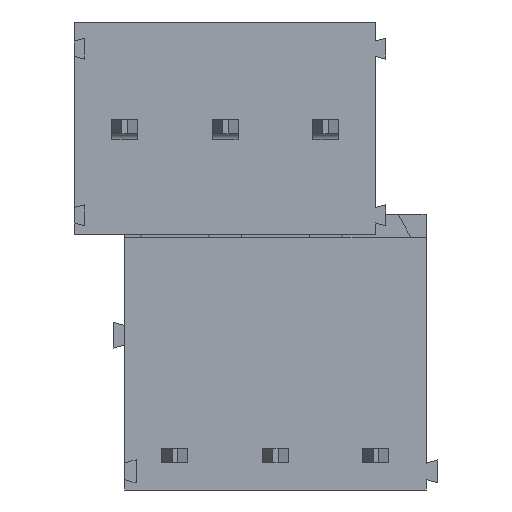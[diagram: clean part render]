
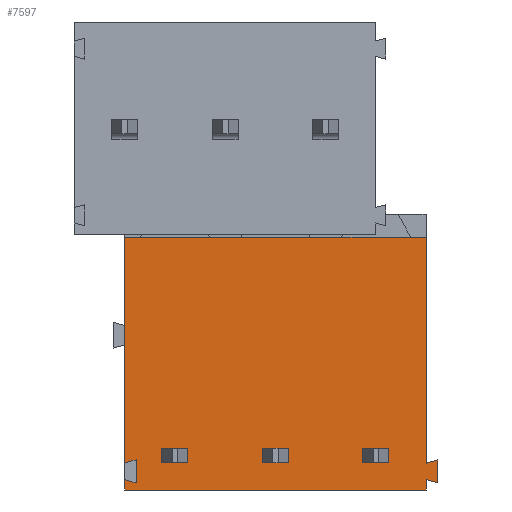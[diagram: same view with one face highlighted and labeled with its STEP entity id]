
A CAD part, front view. The second image highlights one B-rep face of the part: STEP entity #7597.
In plain terms, the highlighted planar face has unit normal (0, -1, 0).
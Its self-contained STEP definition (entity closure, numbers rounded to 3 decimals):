
#1750=DIRECTION('',(1.,0.,0.));
#1751=VECTOR('',#1750,10.5);
#1752=CARTESIAN_POINT('',(0.,0.,-9.6));
#1753=LINE('',#1752,#1751);
#1798=DIRECTION('',(-0.967,0.,-0.254));
#1799=VECTOR('',#1798,0.414);
#1800=CARTESIAN_POINT('',(10.9,0.,-8.555));
#1801=LINE('',#1800,#1799);
#1802=DIRECTION('',(0.967,0.,-0.254));
#1803=VECTOR('',#1802,0.414);
#1804=CARTESIAN_POINT('',(10.5,0.,-9.24));
#1805=LINE('',#1804,#1803);
#1806=DIRECTION('',(0.961,0.,-0.276));
#1807=VECTOR('',#1806,0.416);
#1808=CARTESIAN_POINT('',(0.,0.,-9.24));
#1809=LINE('',#1808,#1807);
#1810=DIRECTION('',(0.,0.,1.));
#1811=VECTOR('',#1810,0.81);
#1812=CARTESIAN_POINT('',(0.4,0.,-9.355));
#1813=LINE('',#1812,#1811);
#1814=DIRECTION('',(-0.961,0.,-0.276));
#1815=VECTOR('',#1814,0.416);
#1816=CARTESIAN_POINT('',(0.4,0.,-8.545));
#1817=LINE('',#1816,#1815);
#1818=DIRECTION('',(1.,0.,0.));
#1819=VECTOR('',#1818,0.9);
#1820=CARTESIAN_POINT('',(8.3,0.,-8.15));
#1821=LINE('',#1820,#1819);
#1822=DIRECTION('',(0.,0.,1.));
#1823=VECTOR('',#1822,0.5);
#1824=CARTESIAN_POINT('',(8.3,0.,-8.65));
#1825=LINE('',#1824,#1823);
#1826=DIRECTION('',(1.,0.,0.));
#1827=VECTOR('',#1826,0.9);
#1828=CARTESIAN_POINT('',(8.3,0.,-8.65));
#1829=LINE('',#1828,#1827);
#1830=DIRECTION('',(0.,0.,1.));
#1831=VECTOR('',#1830,0.5);
#1832=CARTESIAN_POINT('',(9.2,0.,-8.65));
#1833=LINE('',#1832,#1831);
#1834=DIRECTION('',(0.,0.,1.));
#1835=VECTOR('',#1834,0.5);
#1836=CARTESIAN_POINT('',(2.2,0.,-8.65));
#1837=LINE('',#1836,#1835);
#1838=DIRECTION('',(0.,0.,1.));
#1839=VECTOR('',#1838,0.5);
#1840=CARTESIAN_POINT('',(1.3,0.,-8.65));
#1841=LINE('',#1840,#1839);
#1842=DIRECTION('',(0.,0.,1.));
#1843=VECTOR('',#1842,0.5);
#1844=CARTESIAN_POINT('',(5.7,0.,-8.65));
#1845=LINE('',#1844,#1843);
#1846=DIRECTION('',(0.,0.,1.));
#1847=VECTOR('',#1846,0.5);
#1848=CARTESIAN_POINT('',(4.8,0.,-8.65));
#1849=LINE('',#1848,#1847);
#1862=DIRECTION('',(-1.,0.,0.));
#1863=VECTOR('',#1862,10.5);
#1864=CARTESIAN_POINT('',(10.5,0.,-0.8));
#1865=LINE('',#1864,#1863);
#2095=DIRECTION('',(0.,0.,-1.));
#2096=VECTOR('',#2095,0.36);
#2097=CARTESIAN_POINT('',(10.5,0.,-9.24));
#2098=LINE('',#2097,#2096);
#2111=DIRECTION('',(0.,0.,-1.));
#2112=VECTOR('',#2111,7.86);
#2113=CARTESIAN_POINT('',(10.5,0.,-0.8));
#2114=LINE('',#2113,#2112);
#2213=DIRECTION('',(0.,0.,-1.));
#2214=VECTOR('',#2213,0.79);
#2215=CARTESIAN_POINT('',(10.9,0.,-8.555));
#2216=LINE('',#2215,#2214);
#2603=DIRECTION('',(0.,0.,-1.));
#2604=VECTOR('',#2603,7.86);
#2605=CARTESIAN_POINT('',(0.,0.,-0.8));
#2606=LINE('',#2605,#2604);
#2619=DIRECTION('',(0.,0.,-1.));
#2620=VECTOR('',#2619,0.36);
#2621=CARTESIAN_POINT('',(0.,0.,-9.24));
#2622=LINE('',#2621,#2620);
#3050=DIRECTION('',(-1.,0.,0.));
#3051=VECTOR('',#3050,0.9);
#3052=CARTESIAN_POINT('',(2.2,0.,-8.65));
#3053=LINE('',#3052,#3051);
#3074=DIRECTION('',(1.,0.,0.));
#3075=VECTOR('',#3074,0.9);
#3076=CARTESIAN_POINT('',(1.3,0.,-8.15));
#3077=LINE('',#3076,#3075);
#3114=DIRECTION('',(-1.,0.,0.));
#3115=VECTOR('',#3114,0.9);
#3116=CARTESIAN_POINT('',(5.7,0.,-8.65));
#3117=LINE('',#3116,#3115);
#3138=DIRECTION('',(1.,0.,0.));
#3139=VECTOR('',#3138,0.9);
#3140=CARTESIAN_POINT('',(4.8,0.,-8.15));
#3141=LINE('',#3140,#3139);
#4290=CARTESIAN_POINT('',(0.,0.,-0.8));
#4291=VERTEX_POINT('',#4290);
#4314=CARTESIAN_POINT('',(0.,0.,-9.6));
#4315=VERTEX_POINT('',#4314);
#4360=CARTESIAN_POINT('',(1.3,0.,-8.65));
#4361=CARTESIAN_POINT('',(1.3,0.,-8.15));
#4362=VERTEX_POINT('',#4360);
#4363=VERTEX_POINT('',#4361);
#4372=CARTESIAN_POINT('',(0.,0.,-9.24));
#4373=VERTEX_POINT('',#4372);
#4374=CARTESIAN_POINT('',(0.,0.,-8.66));
#4375=VERTEX_POINT('',#4374);
#4376=CARTESIAN_POINT('',(0.4,0.,-9.355));
#4377=VERTEX_POINT('',#4376);
#4378=CARTESIAN_POINT('',(0.4,0.,-8.545));
#4379=VERTEX_POINT('',#4378);
#4662=CARTESIAN_POINT('',(2.2,0.,-8.65));
#4663=CARTESIAN_POINT('',(2.2,0.,-8.15));
#4664=VERTEX_POINT('',#4662);
#4665=VERTEX_POINT('',#4663);
#4666=CARTESIAN_POINT('',(4.8,0.,-8.65));
#4667=CARTESIAN_POINT('',(4.8,0.,-8.15));
#4668=VERTEX_POINT('',#4666);
#4669=VERTEX_POINT('',#4667);
#4904=CARTESIAN_POINT('',(10.5,0.,-0.8));
#4905=VERTEX_POINT('',#4904);
#4928=CARTESIAN_POINT('',(10.5,0.,-9.6));
#4929=VERTEX_POINT('',#4928);
#5000=CARTESIAN_POINT('',(5.7,0.,-8.65));
#5001=CARTESIAN_POINT('',(5.7,0.,-8.15));
#5002=VERTEX_POINT('',#5000);
#5003=VERTEX_POINT('',#5001);
#5004=CARTESIAN_POINT('',(8.3,0.,-8.15));
#5005=CARTESIAN_POINT('',(9.2,0.,-8.15));
#5006=VERTEX_POINT('',#5004);
#5007=VERTEX_POINT('',#5005);
#5008=CARTESIAN_POINT('',(8.3,0.,-8.65));
#5009=CARTESIAN_POINT('',(9.2,0.,-8.65));
#5010=VERTEX_POINT('',#5008);
#5011=VERTEX_POINT('',#5009);
#5124=CARTESIAN_POINT('',(10.5,0.,-9.24));
#5125=VERTEX_POINT('',#5124);
#5126=CARTESIAN_POINT('',(10.5,0.,-8.66));
#5127=VERTEX_POINT('',#5126);
#5354=CARTESIAN_POINT('',(10.9,0.,-8.555));
#5355=CARTESIAN_POINT('',(10.9,0.,-9.345));
#5356=VERTEX_POINT('',#5354);
#5357=VERTEX_POINT('',#5355);
#7537=CARTESIAN_POINT('',(0.,0.,0.));
#7538=DIRECTION('',(0.,-1.,0.));
#7539=DIRECTION('',(0.,0.,-1.));
#7540=AXIS2_PLACEMENT_3D('',#7537,#7538,#7539);
#7541=PLANE('',#7540);
#7543=ORIENTED_EDGE('',*,*,#7542,.F.);
#7545=ORIENTED_EDGE('',*,*,#7544,.T.);
#7547=ORIENTED_EDGE('',*,*,#7546,.F.);
#7549=ORIENTED_EDGE('',*,*,#7548,.T.);
#7551=ORIENTED_EDGE('',*,*,#7550,.F.);
#7553=ORIENTED_EDGE('',*,*,#7552,.T.);
#7554=ORIENTED_EDGE('',*,*,#7503,.F.);
#7556=ORIENTED_EDGE('',*,*,#7555,.F.);
#7558=ORIENTED_EDGE('',*,*,#7557,.T.);
#7560=ORIENTED_EDGE('',*,*,#7559,.T.);
#7562=ORIENTED_EDGE('',*,*,#7561,.T.);
#7564=ORIENTED_EDGE('',*,*,#7563,.F.);
#7565=EDGE_LOOP('',(#7543,#7545,#7547,#7549,#7551,#7553,#7554,#7556,#7558,#7560,
#7562,#7564));
#7566=FACE_OUTER_BOUND('',#7565,.F.);
#7568=ORIENTED_EDGE('',*,*,#7567,.F.);
#7570=ORIENTED_EDGE('',*,*,#7569,.F.);
#7572=ORIENTED_EDGE('',*,*,#7571,.T.);
#7574=ORIENTED_EDGE('',*,*,#7573,.T.);
#7575=EDGE_LOOP('',(#7568,#7570,#7572,#7574));
#7576=FACE_BOUND('',#7575,.F.);
#7578=ORIENTED_EDGE('',*,*,#7577,.F.);
#7580=ORIENTED_EDGE('',*,*,#7579,.T.);
#7582=ORIENTED_EDGE('',*,*,#7581,.F.);
#7584=ORIENTED_EDGE('',*,*,#7583,.F.);
#7585=EDGE_LOOP('',(#7578,#7580,#7582,#7584));
#7586=FACE_BOUND('',#7585,.F.);
#7588=ORIENTED_EDGE('',*,*,#7587,.F.);
#7590=ORIENTED_EDGE('',*,*,#7589,.T.);
#7592=ORIENTED_EDGE('',*,*,#7591,.F.);
#7594=ORIENTED_EDGE('',*,*,#7593,.F.);
#7595=EDGE_LOOP('',(#7588,#7590,#7592,#7594));
#7596=FACE_BOUND('',#7595,.F.);
#7597=ADVANCED_FACE('',(#7566,#7576,#7586,#7596),#7541,.T.);
#7503=EDGE_CURVE('',#4315,#4929,#1753,.T.);
#7542=EDGE_CURVE('',#4905,#4291,#1865,.T.);
#7544=EDGE_CURVE('',#4905,#5127,#2114,.T.);
#7546=EDGE_CURVE('',#5356,#5127,#1801,.T.);
#7548=EDGE_CURVE('',#5356,#5357,#2216,.T.);
#7550=EDGE_CURVE('',#5125,#5357,#1805,.T.);
#7552=EDGE_CURVE('',#5125,#4929,#2098,.T.);
#7555=EDGE_CURVE('',#4373,#4315,#2622,.T.);
#7557=EDGE_CURVE('',#4373,#4377,#1809,.T.);
#7559=EDGE_CURVE('',#4377,#4379,#1813,.T.);
#7561=EDGE_CURVE('',#4379,#4375,#1817,.T.);
#7563=EDGE_CURVE('',#4291,#4375,#2606,.T.);
#7567=EDGE_CURVE('',#5006,#5007,#1821,.T.);
#7569=EDGE_CURVE('',#5010,#5006,#1825,.T.);
#7571=EDGE_CURVE('',#5010,#5011,#1829,.T.);
#7573=EDGE_CURVE('',#5011,#5007,#1833,.T.);
#7577=EDGE_CURVE('',#4664,#4362,#3053,.T.);
#7579=EDGE_CURVE('',#4664,#4665,#1837,.T.);
#7581=EDGE_CURVE('',#4363,#4665,#3077,.T.);
#7583=EDGE_CURVE('',#4362,#4363,#1841,.T.);
#7587=EDGE_CURVE('',#5002,#4668,#3117,.T.);
#7589=EDGE_CURVE('',#5002,#5003,#1845,.T.);
#7591=EDGE_CURVE('',#4669,#5003,#3141,.T.);
#7593=EDGE_CURVE('',#4668,#4669,#1849,.T.);
